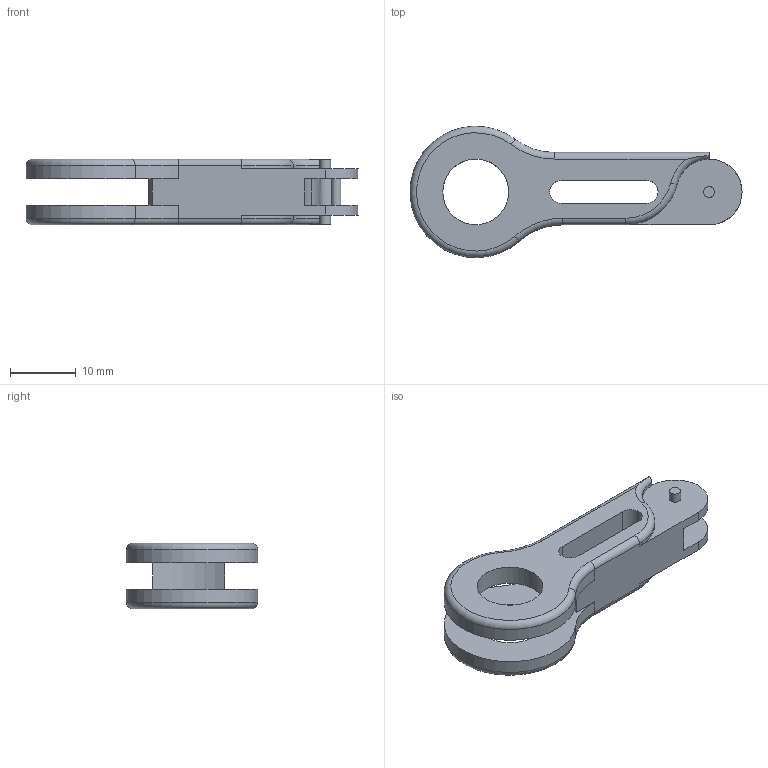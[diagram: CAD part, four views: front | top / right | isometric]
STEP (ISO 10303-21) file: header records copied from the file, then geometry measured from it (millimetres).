
FILE_DESCRIPTION(/* description */ (''),/* implementation_level */ '2;1');
FILE_NAME(/* name */ 'indexproximalphalanx v15.stp',/* time_stamp */ '2022-06-18T23:04:24+02:00',/* author */ (''),/* organization */ (''),/* preprocessor_version */ 'ST-DEVELOPER v19',/* originating_system */ 'Autodesk Translation Framework v11.7.0.108',/* authorisation */ '');
FILE_SCHEMA (('AUTOMOTIVE_DESIGN { 1 0 10303 214 3 1 1 }'));
Length unit declared in the file: millimetre
Products named in the file (1): index_proximal_phalanx
Bounding box: 50.49 x 19.98 x 10 mm (x, y, z)
Volume: 3595.2 mm3; surface area: 3103.5 mm2
Topology: 1 solids, 1 shells, 50 faces, 124 edges, 78 vertices
Faces by surface type: cylinder 23, plane 15, torus 10, bspline 2
Full cylindrical faces by diameter (mm): 1.5 x1, 1.7 x2, 10 x2
Entity records: 1640 total; most frequent: CARTESIAN_POINT 362, DIRECTION 281, ORIENTED_EDGE 248, EDGE_CURVE 124, AXIS2_PLACEMENT_3D 115, VERTEX_POINT 78, CIRCLE 66, EDGE_LOOP 60
